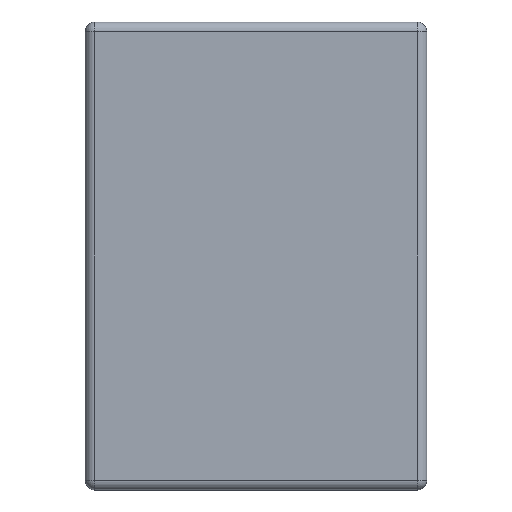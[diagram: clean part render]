
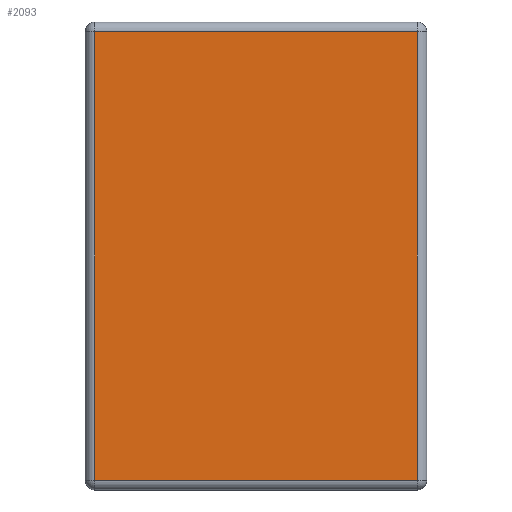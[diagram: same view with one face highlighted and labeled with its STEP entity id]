
A CAD part, left-side view. The second image highlights one B-rep face of the part: STEP entity #2093.
In plain terms, the highlighted planar face has unit normal (-1, 0, 0).
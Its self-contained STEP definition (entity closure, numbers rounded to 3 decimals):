
#90 = DIRECTION ( 'NONE',  ( 0., 0., -1. ) ) ;
#95 = ORIENTED_EDGE ( 'NONE', *, *, #2195, .T. ) ;
#140 = VERTEX_POINT ( 'NONE', #1249 ) ;
#148 = VECTOR ( 'NONE', #90, 1000. ) ;
#216 = CARTESIAN_POINT ( 'NONE',  ( 0., 0.037, -0.037 ) ) ;
#289 = EDGE_CURVE ( 'NONE', #140, #3648, #4223, .T. ) ;
#386 = LINE ( 'NONE', #3102, #2478 ) ;
#516 = EDGE_LOOP ( 'NONE', ( #1218, #3685, #994, #95 ) ) ;
#573 = AXIS2_PLACEMENT_3D ( 'NONE', #2529, #1822, #3563 ) ;
#595 = CARTESIAN_POINT ( 'NONE',  ( 0., 0., -1.743 ) ) ;
#699 = VERTEX_POINT ( 'NONE', #4014 ) ;
#860 = EDGE_CURVE ( 'NONE', #3648, #3634, #386, .T. ) ;
#994 = ORIENTED_EDGE ( 'NONE', *, *, #2947, .T. ) ;
#1218 = ORIENTED_EDGE ( 'NONE', *, *, #289, .T. ) ;
#1249 = CARTESIAN_POINT ( 'NONE',  ( 0., 1.263, -1.743 ) ) ;
#1282 = LINE ( 'NONE', #3683, #148 ) ;
#1313 = DIRECTION ( 'NONE',  ( 0., 0., 1. ) ) ;
#1822 = DIRECTION ( 'NONE',  ( -1., 0., 0. ) ) ;
#1834 = PLANE ( 'NONE',  #573 ) ;
#2093 = ADVANCED_FACE ( 'NONE', ( #2746 ), #1834, .T. ) ;
#2195 = EDGE_CURVE ( 'NONE', #699, #140, #1282, .T. ) ;
#2397 = CARTESIAN_POINT ( 'NONE',  ( 0., 1.3, -0.037 ) ) ;
#2478 = VECTOR ( 'NONE', #1313, 1000. ) ;
#2529 = CARTESIAN_POINT ( 'NONE',  ( 0., 0., 0. ) ) ;
#2722 = VECTOR ( 'NONE', #3105, 1000. ) ;
#2746 = FACE_OUTER_BOUND ( 'NONE', #516, .T. ) ;
#2947 = EDGE_CURVE ( 'NONE', #3634, #699, #3138, .T. ) ;
#3025 = VECTOR ( 'NONE', #3480, 1000. ) ;
#3102 = CARTESIAN_POINT ( 'NONE',  ( 0., 0.037, 0. ) ) ;
#3105 = DIRECTION ( 'NONE',  ( 0., -1., 0. ) ) ;
#3138 = LINE ( 'NONE', #2397, #3025 ) ;
#3480 = DIRECTION ( 'NONE',  ( 0., 1., 0. ) ) ;
#3563 = DIRECTION ( 'NONE',  ( 0., 0., 1. ) ) ;
#3634 = VERTEX_POINT ( 'NONE', #216 ) ;
#3648 = VERTEX_POINT ( 'NONE', #3940 ) ;
#3683 = CARTESIAN_POINT ( 'NONE',  ( 0., 1.263, -1.78 ) ) ;
#3685 = ORIENTED_EDGE ( 'NONE', *, *, #860, .T. ) ;
#3940 = CARTESIAN_POINT ( 'NONE',  ( 0., 0.037, -1.743 ) ) ;
#4014 = CARTESIAN_POINT ( 'NONE',  ( 0., 1.263, -0.037 ) ) ;
#4223 = LINE ( 'NONE', #595, #2722 ) ;
